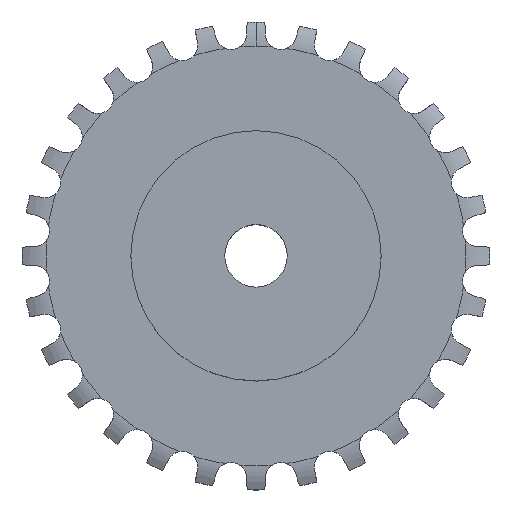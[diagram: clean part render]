
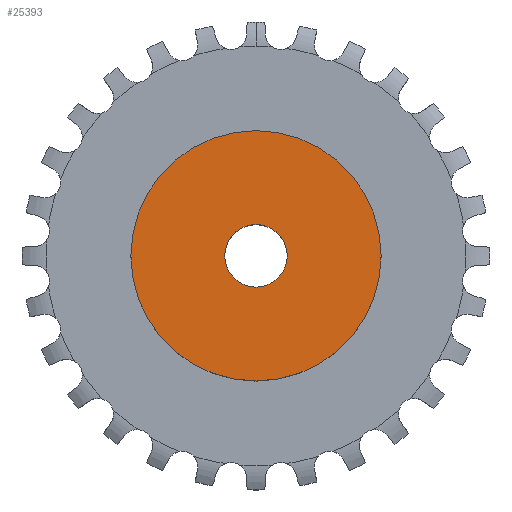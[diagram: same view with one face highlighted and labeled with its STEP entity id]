
A CAD part, top view. The second image highlights one B-rep face of the part: STEP entity #25393.
In plain terms, the highlighted planar face has unit normal (0, 0, 1).
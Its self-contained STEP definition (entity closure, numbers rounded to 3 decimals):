
#7521 = CYLINDRICAL_SURFACE('',#7522,20.);
#7522 = AXIS2_PLACEMENT_3D('',#7523,#7524,#7525);
#7523 = CARTESIAN_POINT('',(0.,0.,0.));
#7524 = DIRECTION('',(-0.,-0.,-1.));
#7525 = DIRECTION('',(1.,0.,0.));
#20498 = CYLINDRICAL_SURFACE('',#20499,5.);
#20499 = AXIS2_PLACEMENT_3D('',#20500,#20501,#20502);
#20500 = CARTESIAN_POINT('',(0.,0.,108.056));
#20501 = DIRECTION('',(0.,0.,1.));
#20502 = DIRECTION('',(1.,0.,-0.));
#23647 = VERTEX_POINT('',#23648);
#23648 = CARTESIAN_POINT('',(20.,0.,16.));
#23669 = EDGE_CURVE('',#23647,#23647,#23670,.T.);
#23670 = SURFACE_CURVE('',#23671,(#23676,#23683),.PCURVE_S1.);
#23671 = CIRCLE('',#23672,20.);
#23672 = AXIS2_PLACEMENT_3D('',#23673,#23674,#23675);
#23673 = CARTESIAN_POINT('',(0.,0.,16.));
#23674 = DIRECTION('',(0.,0.,1.));
#23675 = DIRECTION('',(1.,0.,0.));
#23676 = PCURVE('',#7521,#23677);
#23677 = DEFINITIONAL_REPRESENTATION('',(#23678),#23682);
#23678 = LINE('',#23679,#23680);
#23679 = CARTESIAN_POINT('',(-0.,-16.));
#23680 = VECTOR('',#23681,1.);
#23681 = DIRECTION('',(-1.,0.));
#23682 = ( GEOMETRIC_REPRESENTATION_CONTEXT(2) 
PARAMETRIC_REPRESENTATION_CONTEXT() REPRESENTATION_CONTEXT('2D SPACE',''
  ) );
#23683 = PCURVE('',#23684,#23689);
#23684 = PLANE('',#23685);
#23685 = AXIS2_PLACEMENT_3D('',#23686,#23687,#23688);
#23686 = CARTESIAN_POINT('',(0.,0.,16.));
#23687 = DIRECTION('',(-0.,0.,1.));
#23688 = DIRECTION('',(0.,-1.,0.));
#23689 = DEFINITIONAL_REPRESENTATION('',(#23690),#23694);
#23690 = CIRCLE('',#23691,20.);
#23691 = AXIS2_PLACEMENT_2D('',#23692,#23693);
#23692 = CARTESIAN_POINT('',(0.,0.));
#23693 = DIRECTION('',(0.,1.));
#23694 = ( GEOMETRIC_REPRESENTATION_CONTEXT(2) 
PARAMETRIC_REPRESENTATION_CONTEXT() REPRESENTATION_CONTEXT('2D SPACE',''
  ) );
#25347 = EDGE_CURVE('',#25348,#25348,#25350,.T.);
#25348 = VERTEX_POINT('',#25349);
#25349 = CARTESIAN_POINT('',(5.,0.,16.));
#25350 = SURFACE_CURVE('',#25351,(#25356,#25363),.PCURVE_S1.);
#25351 = CIRCLE('',#25352,5.);
#25352 = AXIS2_PLACEMENT_3D('',#25353,#25354,#25355);
#25353 = CARTESIAN_POINT('',(0.,0.,16.));
#25354 = DIRECTION('',(0.,0.,1.));
#25355 = DIRECTION('',(1.,0.,-0.));
#25356 = PCURVE('',#20498,#25357);
#25357 = DEFINITIONAL_REPRESENTATION('',(#25358),#25362);
#25358 = LINE('',#25359,#25360);
#25359 = CARTESIAN_POINT('',(0.,-92.056));
#25360 = VECTOR('',#25361,1.);
#25361 = DIRECTION('',(1.,0.));
#25362 = ( GEOMETRIC_REPRESENTATION_CONTEXT(2) 
PARAMETRIC_REPRESENTATION_CONTEXT() REPRESENTATION_CONTEXT('2D SPACE',''
  ) );
#25363 = PCURVE('',#23684,#25364);
#25364 = DEFINITIONAL_REPRESENTATION('',(#25365),#25369);
#25365 = CIRCLE('',#25366,5.);
#25366 = AXIS2_PLACEMENT_2D('',#25367,#25368);
#25367 = CARTESIAN_POINT('',(0.,0.));
#25368 = DIRECTION('',(0.,1.));
#25369 = ( GEOMETRIC_REPRESENTATION_CONTEXT(2) 
PARAMETRIC_REPRESENTATION_CONTEXT() REPRESENTATION_CONTEXT('2D SPACE',''
  ) );
#25393 = ADVANCED_FACE('',(#25394,#25397),#23684,.T.);
#25394 = FACE_BOUND('',#25395,.T.);
#25395 = EDGE_LOOP('',(#25396));
#25396 = ORIENTED_EDGE('',*,*,#23669,.T.);
#25397 = FACE_BOUND('',#25398,.T.);
#25398 = EDGE_LOOP('',(#25399));
#25399 = ORIENTED_EDGE('',*,*,#25347,.F.);
